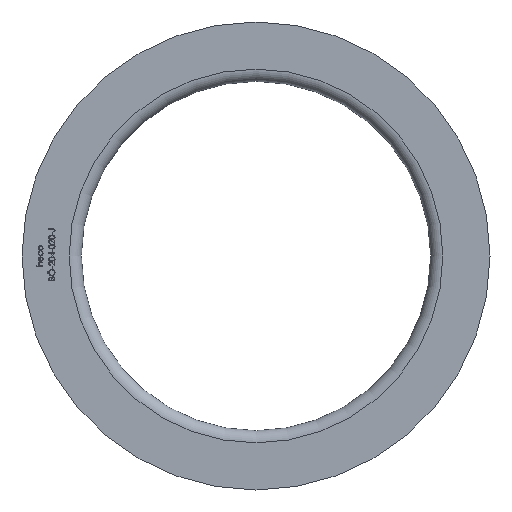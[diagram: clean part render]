
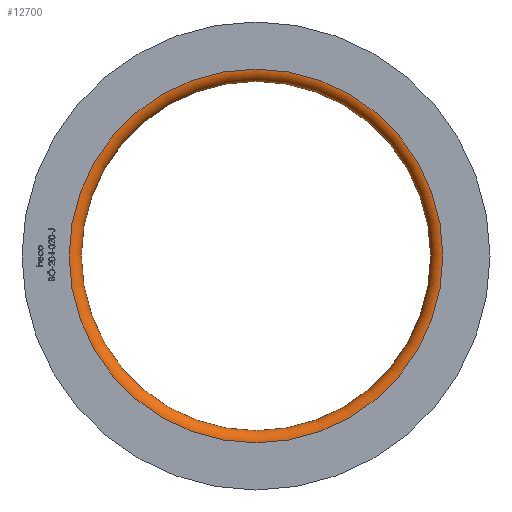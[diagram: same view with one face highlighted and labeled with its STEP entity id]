
A CAD part, left-side view. The second image highlights one B-rep face of the part: STEP entity #12700.
In plain terms, the highlighted toroidal (fillet/blend) face has major radius 107 mm and minor radius 7 mm.
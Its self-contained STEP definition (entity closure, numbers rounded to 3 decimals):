
#201 = AXIS2_PLACEMENT_3D ( 'NONE', #14847, #8065, #5710 ) ;
#1087 = AXIS2_PLACEMENT_3D ( 'NONE', #8945, #13740, #12487 ) ;
#2572 = EDGE_LOOP ( 'NONE', ( #4478 ) ) ;
#3333 = CARTESIAN_POINT ( 'NONE',  ( 0., 0., 107. ) ) ;
#3861 = ORIENTED_EDGE ( 'NONE', *, *, #14788, .F. ) ;
#4371 = DIRECTION ( 'NONE',  ( -1., 0., 0. ) ) ;
#4478 = ORIENTED_EDGE ( 'NONE', *, *, #9658, .T. ) ;
#5073 = FACE_OUTER_BOUND ( 'NONE', #2572, .T. ) ;
#5574 = CARTESIAN_POINT ( 'NONE',  ( 7., 0., 100. ) ) ;
#5710 = DIRECTION ( 'NONE',  ( 0., 0., 1. ) ) ;
#5790 = FACE_OUTER_BOUND ( 'NONE', #14967, .T. ) ;
#7225 = TOROIDAL_SURFACE ( 'NONE', #14851, 107., 7. ) ;
#8014 = CIRCLE ( 'NONE', #1087, 107. ) ;
#8065 = DIRECTION ( 'NONE',  ( -1., 0., 0. ) ) ;
#8488 = VERTEX_POINT ( 'NONE', #3333 ) ;
#8869 = VERTEX_POINT ( 'NONE', #5574 ) ;
#8945 = CARTESIAN_POINT ( 'NONE',  ( 0., 0., 0. ) ) ;
#9658 = EDGE_CURVE ( 'NONE', #8488, #8488, #8014, .T. ) ;
#10845 = CIRCLE ( 'NONE', #201, 100. ) ;
#11333 = CARTESIAN_POINT ( 'NONE',  ( 7., 0., 0. ) ) ;
#12487 = DIRECTION ( 'NONE',  ( 0., 0., 1. ) ) ;
#12700 = ADVANCED_FACE ( 'NONE', ( #5790, #5073 ), #7225, .T. ) ;
#13740 = DIRECTION ( 'NONE',  ( -1., 0., 0. ) ) ;
#14569 = DIRECTION ( 'NONE',  ( 0., 0., 1. ) ) ;
#14788 = EDGE_CURVE ( 'NONE', #8869, #8869, #10845, .T. ) ;
#14847 = CARTESIAN_POINT ( 'NONE',  ( 7., 0., 0. ) ) ;
#14851 = AXIS2_PLACEMENT_3D ( 'NONE', #11333, #4371, #14569 ) ;
#14967 = EDGE_LOOP ( 'NONE', ( #3861 ) ) ;
